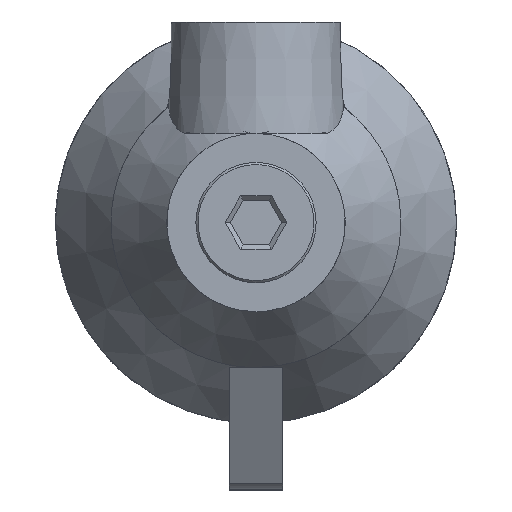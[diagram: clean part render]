
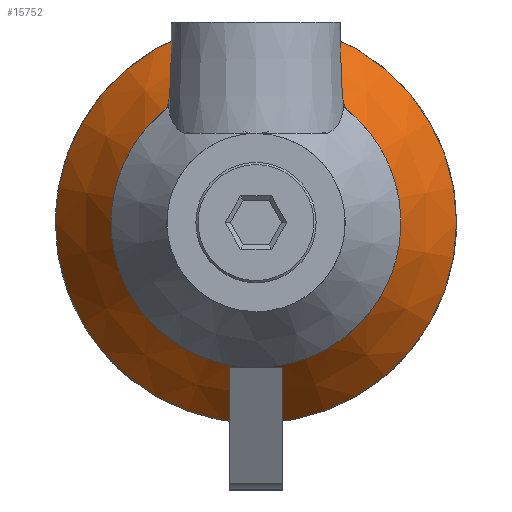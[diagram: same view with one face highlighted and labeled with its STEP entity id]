
A CAD part, left-side view. The second image highlights one B-rep face of the part: STEP entity #15752.
In plain terms, the highlighted conical face has half-angle 32.005 degrees and reference radius 45 mm.
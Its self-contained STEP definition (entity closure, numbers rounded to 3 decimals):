
#573 = CONICAL_SURFACE ( 'NONE', #7023, 45., 0.559 ) ;
#1143 = FACE_OUTER_BOUND ( 'NONE', #16319, .T. ) ;
#1160 = EDGE_CURVE ( 'NONE', #23780, #23780, #17874, .T. ) ;
#3221 = ORIENTED_EDGE ( 'NONE', *, *, #1160, .T. ) ;
#3384 = AXIS2_PLACEMENT_3D ( 'NONE', #3978, #16841, #15372 ) ;
#3978 = CARTESIAN_POINT ( 'NONE',  ( -12., 0., 0. ) ) ;
#4252 = EDGE_LOOP ( 'NONE', ( #3221 ) ) ;
#4804 = AXIS2_PLACEMENT_3D ( 'NONE', #10986, #19964, #23712 ) ;
#5155 = DIRECTION ( 'NONE',  ( 1., 0., 0. ) ) ;
#5486 = FACE_BOUND ( 'NONE', #4252, .T. ) ;
#7023 = AXIS2_PLACEMENT_3D ( 'NONE', #19823, #5155, #23325 ) ;
#7101 = EDGE_CURVE ( 'NONE', #18920, #18920, #10187, .T. ) ;
#8954 = CARTESIAN_POINT ( 'NONE',  ( -32., 0., -32.5 ) ) ;
#10187 = CIRCLE ( 'NONE', #3384, 45. ) ;
#10880 = CARTESIAN_POINT ( 'NONE',  ( -12., 0., 45. ) ) ;
#10986 = CARTESIAN_POINT ( 'NONE',  ( -32., 0., 0. ) ) ;
#13153 = ORIENTED_EDGE ( 'NONE', *, *, #7101, .F. ) ;
#15372 = DIRECTION ( 'NONE',  ( 0., 0., 1. ) ) ;
#15752 = ADVANCED_FACE ( 'NONE', ( #1143, #5486 ), #573, .F. ) ;
#16319 = EDGE_LOOP ( 'NONE', ( #13153 ) ) ;
#16841 = DIRECTION ( 'NONE',  ( -1., 0., 0. ) ) ;
#17874 = CIRCLE ( 'NONE', #4804, 32.5 ) ;
#18920 = VERTEX_POINT ( 'NONE', #10880 ) ;
#19823 = CARTESIAN_POINT ( 'NONE',  ( -12., 0., 0. ) ) ;
#19964 = DIRECTION ( 'NONE',  ( -1., 0., 0. ) ) ;
#23325 = DIRECTION ( 'NONE',  ( 0., 1., 0. ) ) ;
#23712 = DIRECTION ( 'NONE',  ( 0., 0., -1. ) ) ;
#23780 = VERTEX_POINT ( 'NONE', #8954 ) ;
